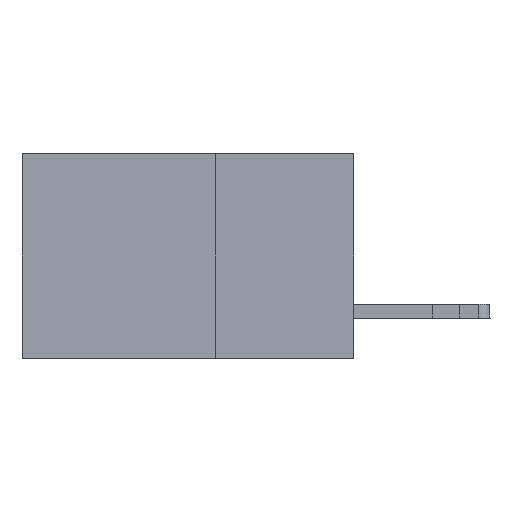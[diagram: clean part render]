
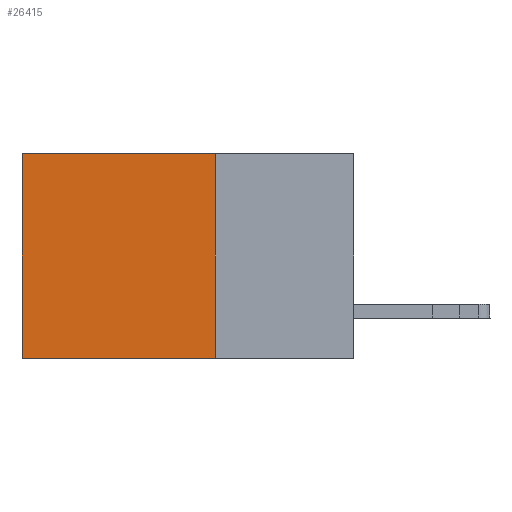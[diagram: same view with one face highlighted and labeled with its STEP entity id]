
A CAD part, left-side view. The second image highlights one B-rep face of the part: STEP entity #26415.
In plain terms, the highlighted planar face has unit normal (-1, 0, 0).
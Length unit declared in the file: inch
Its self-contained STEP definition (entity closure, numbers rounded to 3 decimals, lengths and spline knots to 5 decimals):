
#1358 = DIRECTION ( 'NONE',  ( 0., 1., 0. ) ) ;
#2991 = DIRECTION ( 'NONE',  ( 0., 0., -1. ) ) ;
#3325 = VECTOR ( 'NONE', #1358, 39.37008 ) ;
#3674 = EDGE_CURVE ( 'NONE', #13583, #21970, #17578, .T. ) ;
#4102 = VERTEX_POINT ( 'NONE', #5711 ) ;
#5279 = CARTESIAN_POINT ( 'NONE',  ( 0.2875, 0.6, 0. ) ) ;
#5711 = CARTESIAN_POINT ( 'NONE',  ( 0.2875, 0.6, 0. ) ) ;
#6106 = DIRECTION ( 'NONE',  ( 0., 0., -1. ) ) ;
#7495 = VECTOR ( 'NONE', #2991, 39.37008 ) ;
#7711 = LINE ( 'NONE', #17640, #3325 ) ;
#8140 = CARTESIAN_POINT ( 'NONE',  ( 0.2875, 0.25, 0. ) ) ;
#8242 = CARTESIAN_POINT ( 'NONE',  ( 0.2875, 0.25, -0.37 ) ) ;
#8760 = CARTESIAN_POINT ( 'NONE',  ( 0.2875, 0.6, -0.37 ) ) ;
#10470 = VERTEX_POINT ( 'NONE', #26248 ) ;
#11052 = AXIS2_PLACEMENT_3D ( 'NONE', #8140, #22487, #6106 ) ;
#11954 = EDGE_CURVE ( 'NONE', #10470, #4102, #7711, .T. ) ;
#12894 = ORIENTED_EDGE ( 'NONE', *, *, #11954, .T. ) ;
#13572 = CARTESIAN_POINT ( 'NONE',  ( 0.2875, 0.25, -0.37 ) ) ;
#13583 = VERTEX_POINT ( 'NONE', #8242 ) ;
#14080 = EDGE_LOOP ( 'NONE', ( #18746, #20518, #15578, #12894 ) ) ;
#15116 = CARTESIAN_POINT ( 'NONE',  ( 0.2875, 0.25, 0. ) ) ;
#15578 = ORIENTED_EDGE ( 'NONE', *, *, #16439, .F. ) ;
#16439 = EDGE_CURVE ( 'NONE', #10470, #13583, #17510, .T. ) ;
#17510 = LINE ( 'NONE', #15116, #7495 ) ;
#17513 = LINE ( 'NONE', #5279, #23050 ) ;
#17578 = LINE ( 'NONE', #13572, #22663 ) ;
#17640 = CARTESIAN_POINT ( 'NONE',  ( 0.2875, 0.25, 0. ) ) ;
#18746 = ORIENTED_EDGE ( 'NONE', *, *, #26570, .T. ) ;
#20518 = ORIENTED_EDGE ( 'NONE', *, *, #3674, .F. ) ;
#21970 = VERTEX_POINT ( 'NONE', #8760 ) ;
#22487 = DIRECTION ( 'NONE',  ( 1., 0., 0. ) ) ;
#22663 = VECTOR ( 'NONE', #25766, 39.37008 ) ;
#23050 = VECTOR ( 'NONE', #25559, 39.37008 ) ;
#24218 = PLANE ( 'NONE',  #11052 ) ;
#25559 = DIRECTION ( 'NONE',  ( 0., 0., -1. ) ) ;
#25766 = DIRECTION ( 'NONE',  ( 0., 1., 0. ) ) ;
#26248 = CARTESIAN_POINT ( 'NONE',  ( 0.2875, 0.25, 0. ) ) ;
#26415 = ADVANCED_FACE ( 'NONE', ( #26520 ), #24218, .F. ) ;
#26520 = FACE_OUTER_BOUND ( 'NONE', #14080, .T. ) ;
#26570 = EDGE_CURVE ( 'NONE', #4102, #21970, #17513, .T. ) ;
